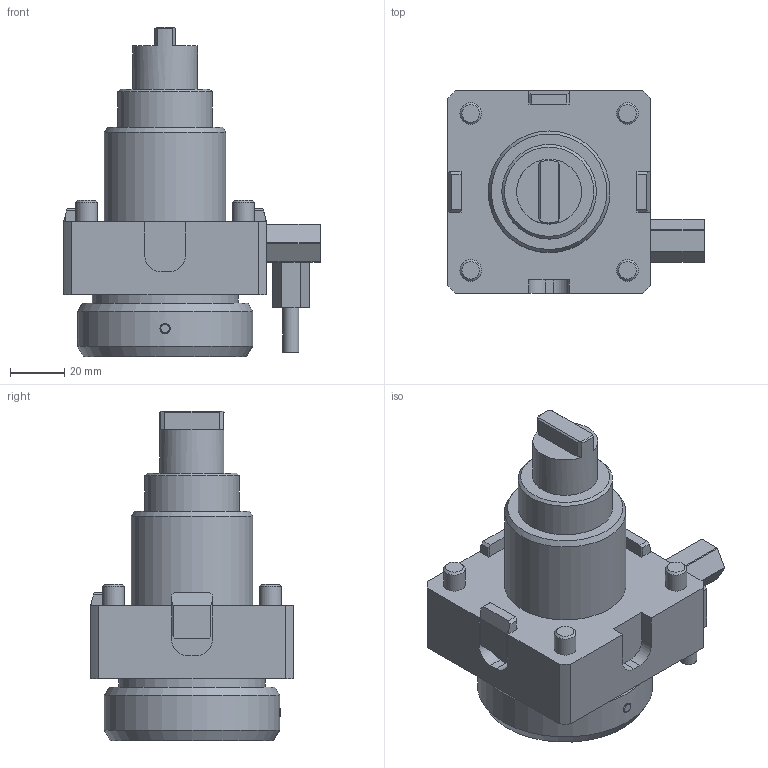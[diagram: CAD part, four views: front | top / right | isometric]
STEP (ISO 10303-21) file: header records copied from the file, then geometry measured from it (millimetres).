
FILE_DESCRIPTION(/* description */ (''),/* implementation_level */ '2;1');
FILE_NAME(/* name */ 'EWS_198423_DIN4003_tmp.stp',/* time_stamp */ '2020-05-15T05:46:52+02:00',/* author */ ('EWS'),/* organization */ (''),/* preprocessor_version */ 'ST-DEVELOPER v17.2',/* originating_system */ 'Autodesk Inventor 2019',/* authorisation */ '');
FILE_SCHEMA (('AUTOMOTIVE_DESIGN { 1 0 10303 214 3 1 1 }'));
Length unit declared in the file: millimetre
Products named in the file (1): EWS_198423_DIN4003
Bounding box: 94.9 x 75 x 122 mm (x, y, z)
Volume: 298651.3 mm3; surface area: 37743.9 mm2
Topology: 1 solids, 1 shells, 152 faces, 437 edges, 288 vertices
Faces by surface type: plane 108, cylinder 32, cone 12
Full cylindrical faces by diameter (mm): 6 x1, 8 x4, 24 x1, 35 x1, 45 x1, 54 x1, 64.8 x1
Entity records: 5070 total; most frequent: CARTESIAN_POINT 937, ORIENTED_EDGE 874, DIRECTION 839, EDGE_CURVE 437, LINE 327, VECTOR 327, VERTEX_POINT 288, AXIS2_PLACEMENT_3D 256
